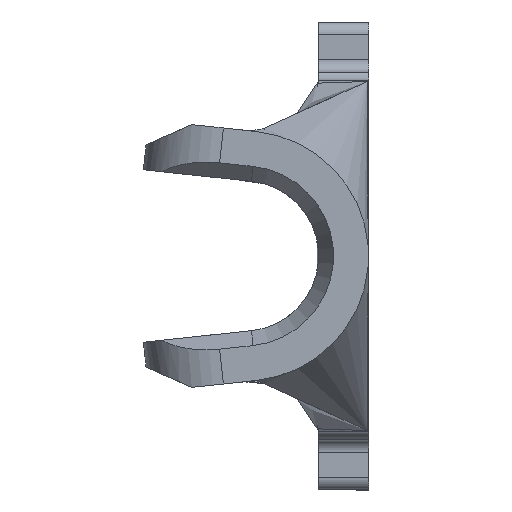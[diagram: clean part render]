
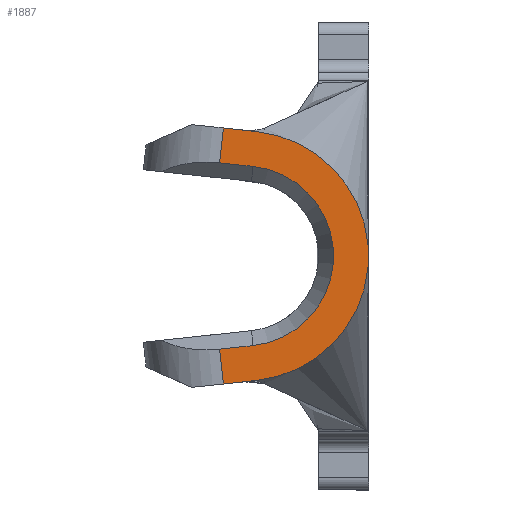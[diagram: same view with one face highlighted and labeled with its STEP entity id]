
A CAD part, left-side view. The second image highlights one B-rep face of the part: STEP entity #1887.
In plain terms, the highlighted planar face has unit normal (-1, 0, 0).
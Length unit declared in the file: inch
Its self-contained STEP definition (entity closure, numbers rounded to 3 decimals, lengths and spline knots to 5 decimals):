
#175 = LINE ( 'NONE', #1972, #5363 ) ;
#233 = DIRECTION ( 'NONE',  ( 0., 0., -1. ) ) ;
#356 = DIRECTION ( 'NONE',  ( 0., 0., -1. ) ) ;
#375 = CARTESIAN_POINT ( 'NONE',  ( -0.425, 0.05, 0. ) ) ;
#566 = VECTOR ( 'NONE', #4722, 39.37008 ) ;
#582 = VECTOR ( 'NONE', #2557, 39.37008 ) ;
#631 = DIRECTION ( 'NONE',  ( 1., 0., 0. ) ) ;
#655 = AXIS2_PLACEMENT_3D ( 'NONE', #375, #631, #356 ) ;
#756 = PLANE ( 'NONE',  #655 ) ;
#764 = LINE ( 'NONE', #1347, #5599 ) ;
#780 = CIRCLE ( 'NONE', #3405, 0.05 ) ;
#970 = FACE_OUTER_BOUND ( 'NONE', #1293, .T. ) ;
#1293 = EDGE_LOOP ( 'NONE', ( #1404, #1439, #1469, #1515, #1528, #1577, #1602, #1648 ) ) ;
#1329 = CARTESIAN_POINT ( 'NONE',  ( -0.425, 0.04467, -0.04972 ) ) ;
#1347 = CARTESIAN_POINT ( 'NONE',  ( -0.425, 0.04467, 0.04972 ) ) ;
#1385 = VERTEX_POINT ( 'NONE', #5588 ) ;
#1399 = CARTESIAN_POINT ( 'NONE',  ( -0.425, 0.06337, -0.00143 ) ) ;
#1404 = ORIENTED_EDGE ( 'NONE', *, *, #5825, .F. ) ;
#1439 = ORIENTED_EDGE ( 'NONE', *, *, #5857, .T. ) ;
#1469 = ORIENTED_EDGE ( 'NONE', *, *, #5863, .T. ) ;
#1515 = ORIENTED_EDGE ( 'NONE', *, *, #5893, .T. ) ;
#1528 = ORIENTED_EDGE ( 'NONE', *, *, #5910, .T. ) ;
#1577 = ORIENTED_EDGE ( 'NONE', *, *, #5922, .T. ) ;
#1602 = ORIENTED_EDGE ( 'NONE', *, *, #4663, .F. ) ;
#1648 = ORIENTED_EDGE ( 'NONE', *, *, #4586, .F. ) ;
#1887 = ADVANCED_FACE ( 'NONE', ( #970 ), #756, .F. ) ;
#1907 = LINE ( 'NONE', #1399, #5231 ) ;
#1972 = CARTESIAN_POINT ( 'NONE',  ( -0.425, 0.04616, -0.03579 ) ) ;
#2381 = CARTESIAN_POINT ( 'NONE',  ( -0.425, 0.05953, -0.03723 ) ) ;
#2463 = CARTESIAN_POINT ( 'NONE',  ( -0.425, 0.04616, 0.03579 ) ) ;
#2534 = DIRECTION ( 'NONE',  ( 1., 0., 0. ) ) ;
#2557 = DIRECTION ( 'NONE',  ( 0., 0.994, -0.107 ) ) ;
#2998 = VERTEX_POINT ( 'NONE', #1329 ) ;
#3069 = DIRECTION ( 'NONE',  ( 0., -0.107, -0.994 ) ) ;
#3127 = VERTEX_POINT ( 'NONE', #3891 ) ;
#3172 = CIRCLE ( 'NONE', #4839, 0.036 ) ;
#3333 = CARTESIAN_POINT ( 'NONE',  ( -0.425, 0.05804, -0.05115 ) ) ;
#3347 = LINE ( 'NONE', #5584, #582 ) ;
#3405 = AXIS2_PLACEMENT_3D ( 'NONE', #5172, #2534, #5563 ) ;
#3494 = LINE ( 'NONE', #5856, #566 ) ;
#3553 = DIRECTION ( 'NONE',  ( 1., 0., 0. ) ) ;
#3593 = CARTESIAN_POINT ( 'NONE',  ( -0.425, 0.04467, 0.04972 ) ) ;
#3891 = CARTESIAN_POINT ( 'NONE',  ( -0.425, 0.05804, 0.05115 ) ) ;
#3984 = VERTEX_POINT ( 'NONE', #2381 ) ;
#4382 = LINE ( 'NONE', #2463, #4518 ) ;
#4518 = VECTOR ( 'NONE', #5112, 39.37008 ) ;
#4586 = EDGE_CURVE ( 'NONE', #5253, #2998, #780, .T. ) ;
#4663 = EDGE_CURVE ( 'NONE', #2998, #5365, #3347, .T. ) ;
#4722 = DIRECTION ( 'NONE',  ( 0., 0.107, -0.994 ) ) ;
#4839 = AXIS2_PLACEMENT_3D ( 'NONE', #5888, #3553, #233 ) ;
#4884 = VERTEX_POINT ( 'NONE', #5327 ) ;
#5112 = DIRECTION ( 'NONE',  ( 0., -0.994, -0.107 ) ) ;
#5147 = DIRECTION ( 'NONE',  ( 0., 0.994, -0.107 ) ) ;
#5172 = CARTESIAN_POINT ( 'NONE',  ( -0.425, 0.05, 0. ) ) ;
#5231 = VECTOR ( 'NONE', #3069, 39.37008 ) ;
#5253 = VERTEX_POINT ( 'NONE', #3593 ) ;
#5327 = CARTESIAN_POINT ( 'NONE',  ( -0.425, 0.05953, 0.03723 ) ) ;
#5363 = VECTOR ( 'NONE', #5147, 39.37008 ) ;
#5365 = VERTEX_POINT ( 'NONE', #3333 ) ;
#5473 = CARTESIAN_POINT ( 'NONE',  ( -0.425, 0.04616, 0.03579 ) ) ;
#5494 = DIRECTION ( 'NONE',  ( 0., -0.994, -0.107 ) ) ;
#5563 = DIRECTION ( 'NONE',  ( 0., 0., -1. ) ) ;
#5584 = CARTESIAN_POINT ( 'NONE',  ( -0.425, 0.04467, -0.04972 ) ) ;
#5588 = CARTESIAN_POINT ( 'NONE',  ( -0.425, 0.04616, -0.03579 ) ) ;
#5599 = VECTOR ( 'NONE', #5494, 39.37008 ) ;
#5643 = VERTEX_POINT ( 'NONE', #5473 ) ;
#5825 = EDGE_CURVE ( 'NONE', #3127, #5253, #764, .T. ) ;
#5856 = CARTESIAN_POINT ( 'NONE',  ( -0.425, 0.06337, 0.00143 ) ) ;
#5857 = EDGE_CURVE ( 'NONE', #3127, #4884, #3494, .T. ) ;
#5863 = EDGE_CURVE ( 'NONE', #4884, #5643, #4382, .T. ) ;
#5888 = CARTESIAN_POINT ( 'NONE',  ( -0.425, 0.05, 0. ) ) ;
#5893 = EDGE_CURVE ( 'NONE', #5643, #1385, #3172, .T. ) ;
#5910 = EDGE_CURVE ( 'NONE', #1385, #3984, #175, .T. ) ;
#5922 = EDGE_CURVE ( 'NONE', #3984, #5365, #1907, .T. ) ;
